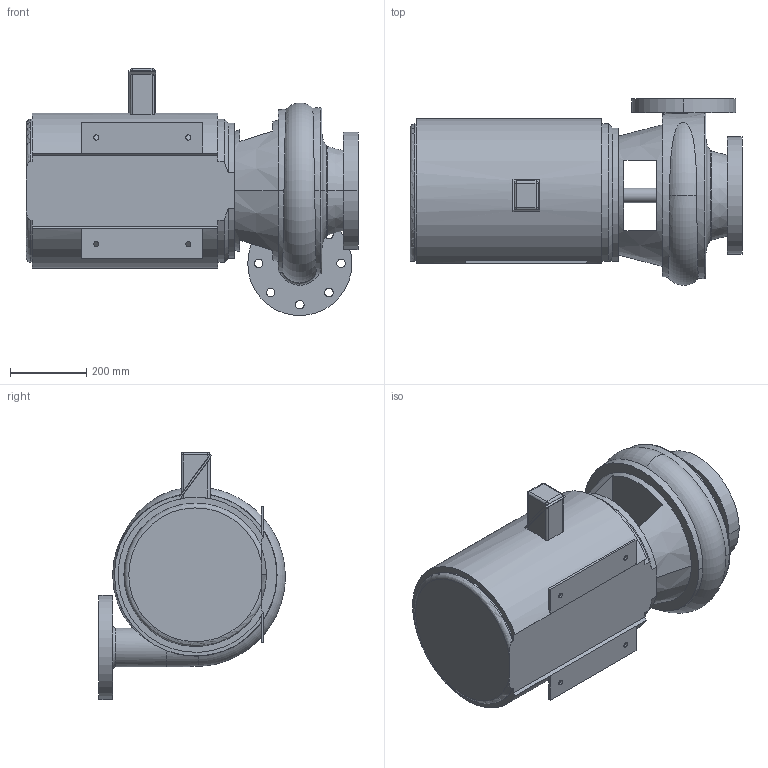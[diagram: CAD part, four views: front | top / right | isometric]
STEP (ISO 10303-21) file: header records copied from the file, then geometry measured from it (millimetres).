
FILE_DESCRIPTION((''),'2;1');
FILE_NAME('001_E1531_N_FLANGE_ASM','2024-12-12T19:42:37',('Administrator'),(''),'CREO PARAMETRIC BY PTC INC, 2020184','CREO PARAMETRIC BY PTC INC, 2020184','');
FILE_SCHEMA(('AUTOMOTIVE_DESIGN { 1 0 10303 214 1 1 1 1 }'));
Length unit declared in the file: inch
Products named in the file (5): 5BD_NO_FOOT; BG-E1531-500BD-284-SS-A; BG-E1531-500BD-284-SS-M; BG-E1531-500BD-284-SS_ASM; 001_E1531_N_FLANGE_ASM
Assembly tree (4 placements, depth 3):
  001_E1531_N_FLANGE_ASM
    BG-E1531-500BD-284-SS_ASM
      5BD_NO_FOOT
      BG-E1531-500BD-284-SS-A
      BG-E1531-500BD-284-SS-M
Bounding box: 869.95 x 488.91 x 647.7 mm (x, y, z)
Volume: 94708634.7 mm3; surface area: 2373480.9 mm2
Topology: 3 solids, 3 shells, 138 faces, 405 edges, 326 vertices
Faces by surface type: cylinder 70, plane 45, torus 12, cone 7, sphere 4
Entity records: 7107 total; most frequent: CARTESIAN_POINT 1090, DIRECTION 869, ORIENTED_EDGE 716, PRESENTATION_STYLE_ASSIGNMENT 459, STYLED_ITEM 414, CURVE_STYLE 411, EDGE_CURVE 358, AXIS2_PLACEMENT_3D 332
